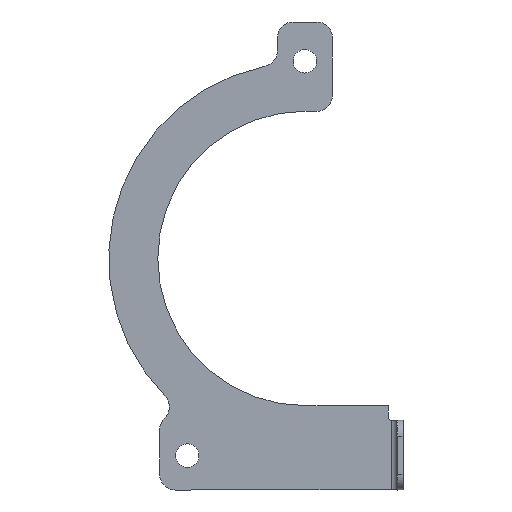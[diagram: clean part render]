
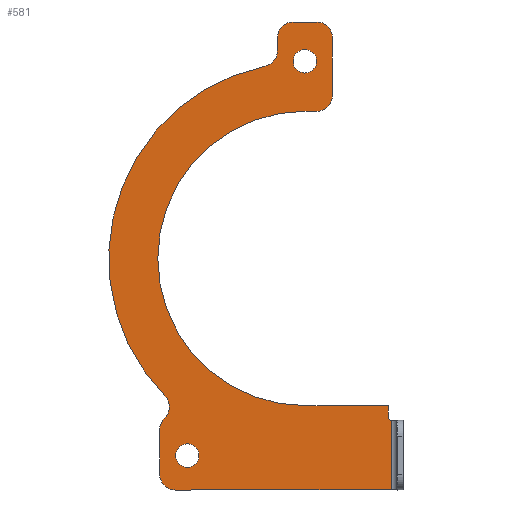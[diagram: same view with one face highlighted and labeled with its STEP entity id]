
A CAD part, left-side view. The second image highlights one B-rep face of the part: STEP entity #581.
In plain terms, the highlighted planar face has unit normal (-1, 0, 0).
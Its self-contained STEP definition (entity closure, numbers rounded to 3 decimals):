
#15=FACE_BOUND('',#72,.T.);
#16=FACE_BOUND('',#73,.T.);
#20=PLANE('',#630);
#38=FACE_OUTER_BOUND('',#71,.T.);
#71=EDGE_LOOP('',(#397,#398,#399,#400,#401,#402,#403,#404,#405,#406,#407,
#408,#409,#410,#411,#412,#413,#414,#415));
#72=EDGE_LOOP('',(#416,#417));
#73=EDGE_LOOP('',(#418,#419));
#108=LINE('',#894,#161);
#111=LINE('',#900,#164);
#112=LINE('',#904,#165);
#113=LINE('',#908,#166);
#114=LINE('',#918,#167);
#115=LINE('',#922,#168);
#116=LINE('',#924,#169);
#117=LINE('',#928,#170);
#118=LINE('',#930,#171);
#161=VECTOR('',#705,10.);
#164=VECTOR('',#710,10.);
#165=VECTOR('',#713,10.);
#166=VECTOR('',#716,10.);
#167=VECTOR('',#725,10.);
#168=VECTOR('',#728,10.);
#169=VECTOR('',#729,10.);
#170=VECTOR('',#732,10.);
#171=VECTOR('',#733,10.);
#213=CIRCLE('',#628,4.);
#214=CIRCLE('',#631,4.);
#215=CIRCLE('',#632,4.);
#216=CIRCLE('',#633,4.);
#217=CIRCLE('',#634,50.);
#218=CIRCLE('',#635,4.);
#219=CIRCLE('',#636,4.);
#220=CIRCLE('',#637,4.);
#221=CIRCLE('',#638,0.75);
#222=CIRCLE('',#639,37.5);
#223=CIRCLE('',#640,3.);
#224=CIRCLE('',#641,3.);
#225=CIRCLE('',#642,3.);
#226=CIRCLE('',#643,3.);
#248=VERTEX_POINT('',#887);
#249=VERTEX_POINT('',#889);
#250=VERTEX_POINT('',#893);
#252=VERTEX_POINT('',#899);
#253=VERTEX_POINT('',#901);
#254=VERTEX_POINT('',#903);
#255=VERTEX_POINT('',#905);
#256=VERTEX_POINT('',#907);
#257=VERTEX_POINT('',#909);
#258=VERTEX_POINT('',#911);
#259=VERTEX_POINT('',#913);
#260=VERTEX_POINT('',#915);
#261=VERTEX_POINT('',#917);
#262=VERTEX_POINT('',#919);
#263=VERTEX_POINT('',#921);
#264=VERTEX_POINT('',#923);
#265=VERTEX_POINT('',#925);
#266=VERTEX_POINT('',#927);
#267=VERTEX_POINT('',#929);
#268=VERTEX_POINT('',#932);
#269=VERTEX_POINT('',#933);
#270=VERTEX_POINT('',#936);
#271=VERTEX_POINT('',#937);
#304=EDGE_CURVE('',#248,#249,#213,.T.);
#306=EDGE_CURVE('',#250,#249,#108,.T.);
#309=EDGE_CURVE('',#252,#248,#111,.T.);
#310=EDGE_CURVE('',#253,#252,#214,.T.);
#311=EDGE_CURVE('',#254,#253,#112,.T.);
#312=EDGE_CURVE('',#255,#254,#215,.T.);
#313=EDGE_CURVE('',#256,#255,#113,.T.);
#314=EDGE_CURVE('',#257,#256,#216,.T.);
#315=EDGE_CURVE('',#258,#257,#217,.T.);
#316=EDGE_CURVE('',#259,#258,#218,.T.);
#317=EDGE_CURVE('',#260,#259,#219,.T.);
#318=EDGE_CURVE('',#261,#260,#114,.T.);
#319=EDGE_CURVE('',#262,#261,#220,.T.);
#320=EDGE_CURVE('',#262,#263,#115,.T.);
#321=EDGE_CURVE('',#263,#264,#116,.T.);
#322=EDGE_CURVE('',#264,#265,#221,.T.);
#323=EDGE_CURVE('',#265,#266,#117,.T.);
#324=EDGE_CURVE('',#267,#266,#118,.T.);
#325=EDGE_CURVE('',#267,#250,#222,.T.);
#326=EDGE_CURVE('',#268,#269,#223,.T.);
#327=EDGE_CURVE('',#269,#268,#224,.T.);
#328=EDGE_CURVE('',#270,#271,#225,.T.);
#329=EDGE_CURVE('',#271,#270,#226,.T.);
#397=ORIENTED_EDGE('',*,*,#304,.F.);
#398=ORIENTED_EDGE('',*,*,#309,.F.);
#399=ORIENTED_EDGE('',*,*,#310,.F.);
#400=ORIENTED_EDGE('',*,*,#311,.F.);
#401=ORIENTED_EDGE('',*,*,#312,.F.);
#402=ORIENTED_EDGE('',*,*,#313,.F.);
#403=ORIENTED_EDGE('',*,*,#314,.F.);
#404=ORIENTED_EDGE('',*,*,#315,.F.);
#405=ORIENTED_EDGE('',*,*,#316,.F.);
#406=ORIENTED_EDGE('',*,*,#317,.F.);
#407=ORIENTED_EDGE('',*,*,#318,.F.);
#408=ORIENTED_EDGE('',*,*,#319,.F.);
#409=ORIENTED_EDGE('',*,*,#320,.T.);
#410=ORIENTED_EDGE('',*,*,#321,.T.);
#411=ORIENTED_EDGE('',*,*,#322,.T.);
#412=ORIENTED_EDGE('',*,*,#323,.T.);
#413=ORIENTED_EDGE('',*,*,#324,.F.);
#414=ORIENTED_EDGE('',*,*,#325,.T.);
#415=ORIENTED_EDGE('',*,*,#306,.T.);
#416=ORIENTED_EDGE('',*,*,#326,.T.);
#417=ORIENTED_EDGE('',*,*,#327,.T.);
#418=ORIENTED_EDGE('',*,*,#328,.T.);
#419=ORIENTED_EDGE('',*,*,#329,.T.);
#581=ADVANCED_FACE('',(#38,#15,#16),#20,.F.);
#628=AXIS2_PLACEMENT_3D('',#890,#700,#701);
#630=AXIS2_PLACEMENT_3D('',#898,#708,#709);
#631=AXIS2_PLACEMENT_3D('',#902,#711,#712);
#632=AXIS2_PLACEMENT_3D('',#906,#714,#715);
#633=AXIS2_PLACEMENT_3D('',#910,#717,#718);
#634=AXIS2_PLACEMENT_3D('',#912,#719,#720);
#635=AXIS2_PLACEMENT_3D('',#914,#721,#722);
#636=AXIS2_PLACEMENT_3D('',#916,#723,#724);
#637=AXIS2_PLACEMENT_3D('',#920,#726,#727);
#638=AXIS2_PLACEMENT_3D('',#926,#730,#731);
#639=AXIS2_PLACEMENT_3D('',#931,#734,#735);
#640=AXIS2_PLACEMENT_3D('',#934,#736,#737);
#641=AXIS2_PLACEMENT_3D('',#935,#738,#739);
#642=AXIS2_PLACEMENT_3D('',#938,#740,#741);
#643=AXIS2_PLACEMENT_3D('',#939,#742,#743);
#700=DIRECTION('center_axis',(1.,0.,0.));
#701=DIRECTION('ref_axis',(0.,-0.707,-0.707));
#705=DIRECTION('',(0.,-1.,0.));
#708=DIRECTION('center_axis',(1.,0.,0.));
#709=DIRECTION('ref_axis',(0.,0.,-1.));
#710=DIRECTION('',(0.,0.,-1.));
#711=DIRECTION('center_axis',(1.,0.,0.));
#712=DIRECTION('ref_axis',(0.,-0.707,0.707));
#713=DIRECTION('',(0.,-1.,0.));
#714=DIRECTION('center_axis',(1.,0.,0.));
#715=DIRECTION('ref_axis',(0.,0.707,0.707));
#716=DIRECTION('',(0.,0.,1.));
#717=DIRECTION('center_axis',(-1.,0.,0.));
#718=DIRECTION('ref_axis',(0.,-0.776,-0.631));
#719=DIRECTION('center_axis',(1.,0.,0.));
#720=DIRECTION('ref_axis',(0.,0.,-1.));
#721=DIRECTION('center_axis',(-1.,0.,0.));
#722=DIRECTION('ref_axis',(0.,-0.714,0.7));
#723=DIRECTION('center_axis',(1.,0.,0.));
#724=DIRECTION('ref_axis',(0.,0.92,0.391));
#725=DIRECTION('',(0.,0.,1.));
#726=DIRECTION('center_axis',(1.,0.,0.));
#727=DIRECTION('ref_axis',(0.,0.707,-0.707));
#728=DIRECTION('',(0.,-1.,0.));
#729=DIRECTION('',(0.,0.,1.));
#730=DIRECTION('center_axis',(1.,0.,0.));
#731=DIRECTION('ref_axis',(0.,0.,-1.));
#732=DIRECTION('',(0.,0.,1.));
#733=DIRECTION('',(0.,-1.,0.));
#734=DIRECTION('center_axis',(1.,0.,0.));
#735=DIRECTION('ref_axis',(0.,0.,-1.));
#736=DIRECTION('center_axis',(1.,0.,0.));
#737=DIRECTION('ref_axis',(0.,-1.,0.));
#738=DIRECTION('center_axis',(1.,0.,0.));
#739=DIRECTION('ref_axis',(0.,-1.,0.));
#740=DIRECTION('center_axis',(1.,0.,0.));
#741=DIRECTION('ref_axis',(0.,-1.,0.));
#742=DIRECTION('center_axis',(1.,0.,0.));
#743=DIRECTION('ref_axis',(0.,-1.,0.));
#887=CARTESIAN_POINT('',(0.,-7.,41.5));
#889=CARTESIAN_POINT('',(0.,-3.,37.5));
#890=CARTESIAN_POINT('Origin',(0.,-3.,41.5));
#893=CARTESIAN_POINT('',(0.,0.,37.5));
#894=CARTESIAN_POINT('',(0.,0.,37.5));
#898=CARTESIAN_POINT('Origin',(0.,0.,54.879));
#899=CARTESIAN_POINT('',(0.,-7.,56.25));
#900=CARTESIAN_POINT('',(0.,-7.,60.25));
#901=CARTESIAN_POINT('',(0.,-3.,60.25));
#902=CARTESIAN_POINT('Origin',(0.,-3.,56.25));
#903=CARTESIAN_POINT('',(0.,3.,60.25));
#904=CARTESIAN_POINT('',(0.,7.,60.25));
#905=CARTESIAN_POINT('',(0.,7.,56.25));
#906=CARTESIAN_POINT('Origin',(0.,3.,56.25));
#907=CARTESIAN_POINT('',(0.,7.,52.868));
#908=CARTESIAN_POINT('',(0.,7.,0.));
#909=CARTESIAN_POINT('',(0.,10.185,48.952));
#910=CARTESIAN_POINT('Origin',(0.,11.,52.868));
#911=CARTESIAN_POINT('',(0.,35.695,-35.012));
#912=CARTESIAN_POINT('Origin',(0.,0.,0.));
#913=CARTESIAN_POINT('',(0.,35.776,-40.693));
#914=CARTESIAN_POINT('Origin',(0.,38.551,-37.813));
#915=CARTESIAN_POINT('',(0.,37.,-43.574));
#916=CARTESIAN_POINT('Origin',(0.,33.,-43.574));
#917=CARTESIAN_POINT('',(0.,37.,-55.));
#918=CARTESIAN_POINT('',(0.,37.,-59.));
#919=CARTESIAN_POINT('',(0.,33.,-59.));
#920=CARTESIAN_POINT('Origin',(0.,33.,-55.));
#921=CARTESIAN_POINT('',(0.,-22.,-59.));
#922=CARTESIAN_POINT('',(0.,0.,-59.));
#923=CARTESIAN_POINT('',(0.,-22.,-41.25));
#924=CARTESIAN_POINT('',(0.,-22.,-2.061));
#925=CARTESIAN_POINT('',(0.,-21.25,-40.5));
#926=CARTESIAN_POINT('Origin',(0.,-22.,-40.5));
#927=CARTESIAN_POINT('',(0.,-21.25,-37.5));
#928=CARTESIAN_POINT('',(0.,-21.25,7.189));
#929=CARTESIAN_POINT('',(0.,0.,-37.5));
#930=CARTESIAN_POINT('',(0.,0.,-37.5));
#931=CARTESIAN_POINT('Origin',(0.,0.,0.));
#932=CARTESIAN_POINT('',(0.,-3.,50.25));
#933=CARTESIAN_POINT('',(0.,3.,50.25));
#934=CARTESIAN_POINT('Origin',(0.,0.,50.25));
#935=CARTESIAN_POINT('Origin',(0.,0.,50.25));
#936=CARTESIAN_POINT('',(0.,27.,-50.25));
#937=CARTESIAN_POINT('',(0.,33.,-50.25));
#938=CARTESIAN_POINT('Origin',(0.,30.,-50.25));
#939=CARTESIAN_POINT('Origin',(0.,30.,-50.25));
